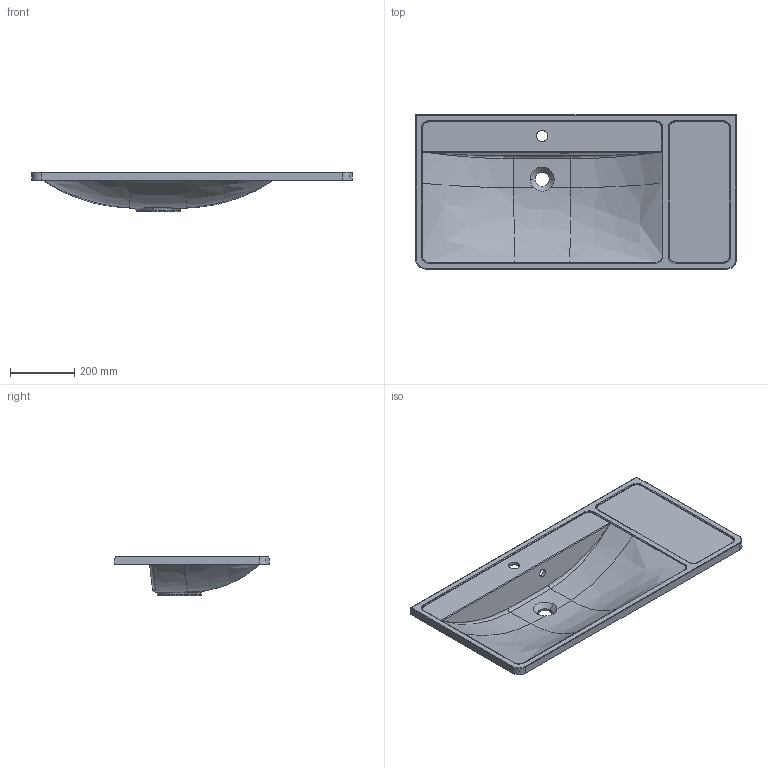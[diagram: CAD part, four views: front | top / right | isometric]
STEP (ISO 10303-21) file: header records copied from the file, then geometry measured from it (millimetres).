
FILE_DESCRIPTION (( 'STEP AP214' ), '1' );
FILE_NAME ('Sacramento 1000c.STEP', '2019-12-04T07:16:52', ( '' ), ( '' ), 'SwSTEP 2.0', 'SolidWorks 2018', '' );
FILE_SCHEMA (( 'AUTOMOTIVE_DESIGN' ));
Length unit declared in the file: millimetre
Products named in the file (1): Sacramento 1000c
Bounding box: 1001.05 x 481.05 x 124 mm (x, y, z)
Volume: 6340986 mm3; surface area: 1241840.6 mm2
Topology: 1 solids, 1 shells, 127 faces, 339 edges, 209 vertices
Faces by surface type: bspline 44, cylinder 41, plane 40, cone 2
Entity records: 22313 total; most frequent: CARTESIAN_POINT 19593, ORIENTED_EDGE 674, DIRECTION 406, EDGE_CURVE 337, VERTEX_POINT 209, VECTOR 142, LINE 142, EDGE_LOOP 138
